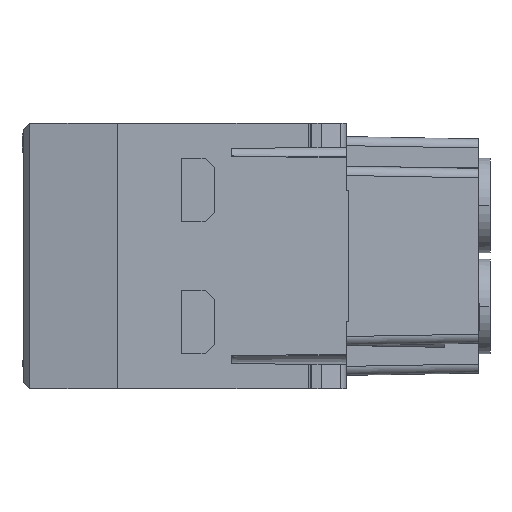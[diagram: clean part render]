
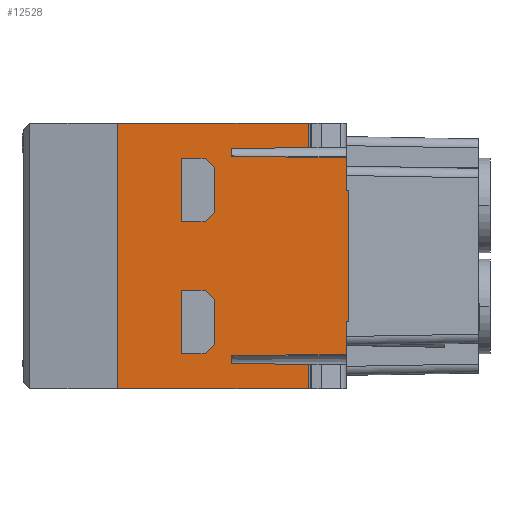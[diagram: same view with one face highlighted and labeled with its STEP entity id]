
A CAD part, front view. The second image highlights one B-rep face of the part: STEP entity #12528.
In plain terms, the highlighted planar face has unit normal (0, -1, 0).
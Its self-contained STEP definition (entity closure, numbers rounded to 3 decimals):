
#2637=DIRECTION('',(0.,0.,-1.));
#2638=VECTOR('',#2637,29.4);
#2639=CARTESIAN_POINT('',(-3.,-15.15,14.7));
#2640=LINE('',#2639,#2638);
#2645=DIRECTION('',(-1.,0.,0.));
#2646=VECTOR('',#2645,21.115);
#2647=CARTESIAN_POINT('',(18.115,-15.15,-14.7));
#2648=LINE('',#2647,#2646);
#2649=DIRECTION('',(1.,0.,0.));
#2650=VECTOR('',#2649,21.115);
#2651=CARTESIAN_POINT('',(-3.,-15.15,14.7));
#2652=LINE('',#2651,#2650);
#2653=DIRECTION('',(-1.,0.,-0.009));
#2654=VECTOR('',#2653,8.515);
#2655=CARTESIAN_POINT('',(18.115,-15.15,11.974));
#2656=LINE('',#2655,#2654);
#2657=DIRECTION('',(0.,0.,-1.));
#2658=VECTOR('',#2657,0.9);
#2659=CARTESIAN_POINT('',(9.6,-15.15,11.9));
#2660=LINE('',#2659,#2658);
#2661=DIRECTION('',(1.,0.,-0.009));
#2662=VECTOR('',#2661,12.7);
#2663=CARTESIAN_POINT('',(9.6,-15.15,11.));
#2664=LINE('',#2663,#2662);
#2665=DIRECTION('',(-1.,0.,0.));
#2666=VECTOR('',#2665,0.3);
#2667=CARTESIAN_POINT('',(22.6,-15.15,-7.25));
#2668=LINE('',#2667,#2666);
#2669=DIRECTION('',(-1.,0.,-0.009));
#2670=VECTOR('',#2669,12.7);
#2671=CARTESIAN_POINT('',(22.3,-15.15,-10.889));
#2672=LINE('',#2671,#2670);
#2673=DIRECTION('',(1.,0.,-0.009));
#2674=VECTOR('',#2673,8.515);
#2675=CARTESIAN_POINT('',(9.6,-15.15,-11.9));
#2676=LINE('',#2675,#2674);
#2677=DIRECTION('',(0.707,0.,0.707));
#2678=VECTOR('',#2677,1.414);
#2679=CARTESIAN_POINT('',(6.7,-15.15,-10.8));
#2680=LINE('',#2679,#2678);
#2681=DIRECTION('',(-0.707,0.,0.707));
#2682=VECTOR('',#2681,1.414);
#2683=CARTESIAN_POINT('',(7.7,-15.15,-4.8));
#2684=LINE('',#2683,#2682);
#2685=DIRECTION('',(0.707,0.,0.707));
#2686=VECTOR('',#2685,1.414);
#2687=CARTESIAN_POINT('',(6.7,-15.15,3.8));
#2688=LINE('',#2687,#2686);
#2689=DIRECTION('',(-0.707,0.,0.707));
#2690=VECTOR('',#2689,1.414);
#2691=CARTESIAN_POINT('',(7.7,-15.15,9.8));
#2692=LINE('',#2691,#2690);
#2697=DIRECTION('',(0.,0.,1.));
#2698=VECTOR('',#2697,2.726);
#2699=CARTESIAN_POINT('',(18.115,-15.15,11.974));
#2700=LINE('',#2699,#2698);
#2762=DIRECTION('',(0.,0.,1.));
#2763=VECTOR('',#2762,3.639);
#2764=CARTESIAN_POINT('',(22.3,-15.15,-10.889));
#2765=LINE('',#2764,#2763);
#2858=DIRECTION('',(0.,0.,1.));
#2859=VECTOR('',#2858,3.639);
#2860=CARTESIAN_POINT('',(22.3,-15.15,7.25));
#2861=LINE('',#2860,#2859);
#2942=DIRECTION('',(0.,0.,1.));
#2943=VECTOR('',#2942,14.5);
#2944=CARTESIAN_POINT('',(22.6,-15.15,-7.25));
#2945=LINE('',#2944,#2943);
#2970=DIRECTION('',(-1.,0.,0.));
#2971=VECTOR('',#2970,0.3);
#2972=CARTESIAN_POINT('',(22.6,-15.15,7.25));
#2973=LINE('',#2972,#2971);
#4851=DIRECTION('',(0.,0.,1.));
#4852=VECTOR('',#4851,0.9);
#4853=CARTESIAN_POINT('',(9.6,-15.15,-11.9));
#4854=LINE('',#4853,#4852);
#4932=DIRECTION('',(0.,0.,1.));
#4933=VECTOR('',#4932,2.726);
#4934=CARTESIAN_POINT('',(18.115,-15.15,-14.7));
#4935=LINE('',#4934,#4933);
#5008=DIRECTION('',(0.,0.,1.));
#5009=VECTOR('',#5008,7.);
#5010=CARTESIAN_POINT('',(4.05,-15.15,-10.8));
#5011=LINE('',#5010,#5009);
#5016=DIRECTION('',(1.,0.,0.));
#5017=VECTOR('',#5016,2.65);
#5018=CARTESIAN_POINT('',(4.05,-15.15,-3.8));
#5019=LINE('',#5018,#5017);
#5028=DIRECTION('',(0.,0.,-1.));
#5029=VECTOR('',#5028,5.);
#5030=CARTESIAN_POINT('',(7.7,-15.15,-4.8));
#5031=LINE('',#5030,#5029);
#5040=DIRECTION('',(-1.,0.,0.));
#5041=VECTOR('',#5040,2.65);
#5042=CARTESIAN_POINT('',(6.7,-15.15,-10.8));
#5043=LINE('',#5042,#5041);
#5072=DIRECTION('',(-1.,0.,0.));
#5073=VECTOR('',#5072,2.65);
#5074=CARTESIAN_POINT('',(6.7,-15.15,3.8));
#5075=LINE('',#5074,#5073);
#5080=DIRECTION('',(0.,0.,1.));
#5081=VECTOR('',#5080,7.);
#5082=CARTESIAN_POINT('',(4.05,-15.15,3.8));
#5083=LINE('',#5082,#5081);
#5088=DIRECTION('',(1.,0.,0.));
#5089=VECTOR('',#5088,2.65);
#5090=CARTESIAN_POINT('',(4.05,-15.15,10.8));
#5091=LINE('',#5090,#5089);
#5100=DIRECTION('',(0.,0.,-1.));
#5101=VECTOR('',#5100,5.);
#5102=CARTESIAN_POINT('',(7.7,-15.15,9.8));
#5103=LINE('',#5102,#5101);
#7762=CARTESIAN_POINT('',(18.115,-15.15,14.7));
#7763=VERTEX_POINT('',#7762);
#7764=CARTESIAN_POINT('',(-3.,-15.15,14.7));
#7765=VERTEX_POINT('',#7764);
#8270=CARTESIAN_POINT('',(22.3,-15.15,-10.889));
#8271=CARTESIAN_POINT('',(22.3,-15.15,-7.25));
#8272=VERTEX_POINT('',#8270);
#8273=VERTEX_POINT('',#8271);
#8308=CARTESIAN_POINT('',(22.3,-15.15,7.25));
#8309=VERTEX_POINT('',#8308);
#8310=CARTESIAN_POINT('',(22.3,-15.15,10.889));
#8311=VERTEX_POINT('',#8310);
#8336=CARTESIAN_POINT('',(18.115,-15.15,-14.7));
#8337=CARTESIAN_POINT('',(-3.,-15.15,-14.7));
#8338=VERTEX_POINT('',#8336);
#8339=VERTEX_POINT('',#8337);
#8340=CARTESIAN_POINT('',(18.115,-15.15,11.974));
#8341=VERTEX_POINT('',#8340);
#8342=CARTESIAN_POINT('',(9.6,-15.15,11.9));
#8343=VERTEX_POINT('',#8342);
#8344=CARTESIAN_POINT('',(9.6,-15.15,11.));
#8345=VERTEX_POINT('',#8344);
#8346=CARTESIAN_POINT('',(22.6,-15.15,7.25));
#8347=VERTEX_POINT('',#8346);
#8348=CARTESIAN_POINT('',(22.6,-15.15,-7.25));
#8349=VERTEX_POINT('',#8348);
#8350=CARTESIAN_POINT('',(9.6,-15.15,-11.));
#8351=VERTEX_POINT('',#8350);
#8352=CARTESIAN_POINT('',(9.6,-15.15,-11.9));
#8353=VERTEX_POINT('',#8352);
#8354=CARTESIAN_POINT('',(18.115,-15.15,-11.974));
#8355=VERTEX_POINT('',#8354);
#8356=CARTESIAN_POINT('',(4.05,-15.15,-10.8));
#8357=CARTESIAN_POINT('',(4.05,-15.15,-3.8));
#8358=VERTEX_POINT('',#8356);
#8359=VERTEX_POINT('',#8357);
#8360=CARTESIAN_POINT('',(6.7,-15.15,-10.8));
#8361=VERTEX_POINT('',#8360);
#8362=CARTESIAN_POINT('',(7.7,-15.15,-9.8));
#8363=VERTEX_POINT('',#8362);
#8364=CARTESIAN_POINT('',(7.7,-15.15,-4.8));
#8365=VERTEX_POINT('',#8364);
#8366=CARTESIAN_POINT('',(6.7,-15.15,-3.8));
#8367=VERTEX_POINT('',#8366);
#8368=CARTESIAN_POINT('',(6.7,-15.15,3.8));
#8369=CARTESIAN_POINT('',(4.05,-15.15,3.8));
#8370=VERTEX_POINT('',#8368);
#8371=VERTEX_POINT('',#8369);
#8372=CARTESIAN_POINT('',(7.7,-15.15,4.8));
#8373=VERTEX_POINT('',#8372);
#8374=CARTESIAN_POINT('',(7.7,-15.15,9.8));
#8375=VERTEX_POINT('',#8374);
#8376=CARTESIAN_POINT('',(6.7,-15.15,10.8));
#8377=VERTEX_POINT('',#8376);
#8378=CARTESIAN_POINT('',(4.05,-15.15,10.8));
#8379=VERTEX_POINT('',#8378);
#12464=CARTESIAN_POINT('',(0.,-15.15,14.7));
#12465=DIRECTION('',(0.,-1.,0.));
#12466=DIRECTION('',(0.,0.,-1.));
#12467=AXIS2_PLACEMENT_3D('',#12464,#12465,#12466);
#12468=PLANE('',#12467);
#12469=ORIENTED_EDGE('',*,*,#9944,.T.);
#12470=ORIENTED_EDGE('',*,*,#12456,.F.);
#12471=ORIENTED_EDGE('',*,*,#10124,.T.);
#12473=ORIENTED_EDGE('',*,*,#12472,.F.);
#12475=ORIENTED_EDGE('',*,*,#12474,.T.);
#12477=ORIENTED_EDGE('',*,*,#12476,.T.);
#12479=ORIENTED_EDGE('',*,*,#12478,.T.);
#12481=ORIENTED_EDGE('',*,*,#12480,.F.);
#12483=ORIENTED_EDGE('',*,*,#12482,.F.);
#12485=ORIENTED_EDGE('',*,*,#12484,.F.);
#12487=ORIENTED_EDGE('',*,*,#12486,.T.);
#12489=ORIENTED_EDGE('',*,*,#12488,.F.);
#12491=ORIENTED_EDGE('',*,*,#12490,.T.);
#12493=ORIENTED_EDGE('',*,*,#12492,.F.);
#12495=ORIENTED_EDGE('',*,*,#12494,.T.);
#12497=ORIENTED_EDGE('',*,*,#12496,.F.);
#12498=EDGE_LOOP('',(#12469,#12470,#12471,#12473,#12475,#12477,#12479,#12481,
#12483,#12485,#12487,#12489,#12491,#12493,#12495,#12497));
#12499=FACE_OUTER_BOUND('',#12498,.F.);
#12501=ORIENTED_EDGE('',*,*,#12500,.F.);
#12503=ORIENTED_EDGE('',*,*,#12502,.F.);
#12505=ORIENTED_EDGE('',*,*,#12504,.T.);
#12507=ORIENTED_EDGE('',*,*,#12506,.F.);
#12509=ORIENTED_EDGE('',*,*,#12508,.T.);
#12511=ORIENTED_EDGE('',*,*,#12510,.F.);
#12512=EDGE_LOOP('',(#12501,#12503,#12505,#12507,#12509,#12511));
#12513=FACE_BOUND('',#12512,.F.);
#12515=ORIENTED_EDGE('',*,*,#12514,.F.);
#12517=ORIENTED_EDGE('',*,*,#12516,.T.);
#12519=ORIENTED_EDGE('',*,*,#12518,.F.);
#12521=ORIENTED_EDGE('',*,*,#12520,.T.);
#12523=ORIENTED_EDGE('',*,*,#12522,.F.);
#12525=ORIENTED_EDGE('',*,*,#12524,.F.);
#12526=EDGE_LOOP('',(#12515,#12517,#12519,#12521,#12523,#12525));
#12527=FACE_BOUND('',#12526,.F.);
#12528=ADVANCED_FACE('',(#12499,#12513,#12527),#12468,.T.);
#9944=EDGE_CURVE('',#8338,#8339,#2648,.T.);
#10124=EDGE_CURVE('',#7765,#7763,#2652,.T.);
#12456=EDGE_CURVE('',#7765,#8339,#2640,.T.);
#12472=EDGE_CURVE('',#8341,#7763,#2700,.T.);
#12474=EDGE_CURVE('',#8341,#8343,#2656,.T.);
#12476=EDGE_CURVE('',#8343,#8345,#2660,.T.);
#12478=EDGE_CURVE('',#8345,#8311,#2664,.T.);
#12480=EDGE_CURVE('',#8309,#8311,#2861,.T.);
#12482=EDGE_CURVE('',#8347,#8309,#2973,.T.);
#12484=EDGE_CURVE('',#8349,#8347,#2945,.T.);
#12486=EDGE_CURVE('',#8349,#8273,#2668,.T.);
#12488=EDGE_CURVE('',#8272,#8273,#2765,.T.);
#12490=EDGE_CURVE('',#8272,#8351,#2672,.T.);
#12492=EDGE_CURVE('',#8353,#8351,#4854,.T.);
#12494=EDGE_CURVE('',#8353,#8355,#2676,.T.);
#12496=EDGE_CURVE('',#8338,#8355,#4935,.T.);
#12500=EDGE_CURVE('',#8358,#8359,#5011,.T.);
#12502=EDGE_CURVE('',#8361,#8358,#5043,.T.);
#12504=EDGE_CURVE('',#8361,#8363,#2680,.T.);
#12506=EDGE_CURVE('',#8365,#8363,#5031,.T.);
#12508=EDGE_CURVE('',#8365,#8367,#2684,.T.);
#12510=EDGE_CURVE('',#8359,#8367,#5019,.T.);
#12514=EDGE_CURVE('',#8370,#8371,#5075,.T.);
#12516=EDGE_CURVE('',#8370,#8373,#2688,.T.);
#12518=EDGE_CURVE('',#8375,#8373,#5103,.T.);
#12520=EDGE_CURVE('',#8375,#8377,#2692,.T.);
#12522=EDGE_CURVE('',#8379,#8377,#5091,.T.);
#12524=EDGE_CURVE('',#8371,#8379,#5083,.T.);
